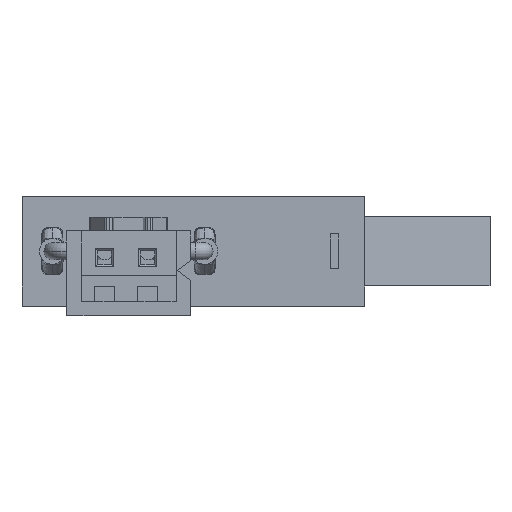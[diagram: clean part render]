
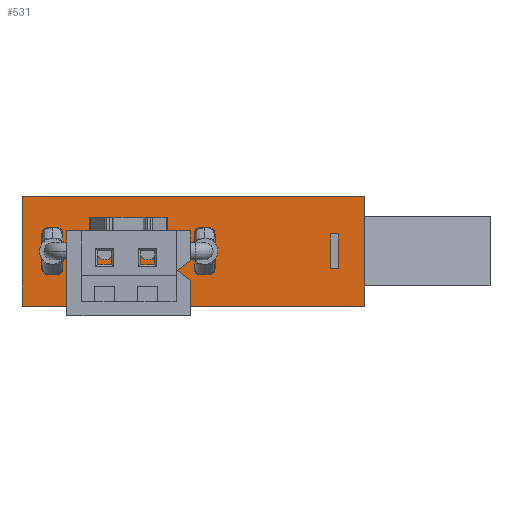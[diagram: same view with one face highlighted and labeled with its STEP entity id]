
A CAD part, front view. The second image highlights one B-rep face of the part: STEP entity #531.
In plain terms, the highlighted planar face has unit normal (0, -1, 0).
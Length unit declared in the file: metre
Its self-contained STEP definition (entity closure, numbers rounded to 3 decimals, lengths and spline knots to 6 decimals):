
#531=ADVANCED_FACE('0:1306',(#1146,#1147,#1148,#1149),#1150,.F.);
#1146=FACE_BOUND('',#3192,.T.);
#1147=FACE_OUTER_BOUND('',#3193,.T.);
#1148=FACE_BOUND('',#3194,.T.);
#1149=FACE_BOUND('',#3195,.T.);
#1150=PLANE('',#3196);
#3192=EDGE_LOOP('',(#6286,#6287,#6288,#6289));
#3193=EDGE_LOOP('',(#6290,#6291,#6292,#6293));
#3194=EDGE_LOOP('',(#6294,#6295,#6296,#6297));
#3195=EDGE_LOOP('',(#6298,#6299,#6300,#6301));
#3196=AXIS2_PLACEMENT_3D('',#6302,#6303,#6304);
#6286=ORIENTED_EDGE('',*,*,#7705,.F.);
#6287=ORIENTED_EDGE('',*,*,#7852,.F.);
#6288=ORIENTED_EDGE('',*,*,#7552,.F.);
#6289=ORIENTED_EDGE('',*,*,#8019,.F.);
#6290=ORIENTED_EDGE('',*,*,#7799,.T.);
#6291=ORIENTED_EDGE('',*,*,#7463,.F.);
#6292=ORIENTED_EDGE('',*,*,#8020,.F.);
#6293=ORIENTED_EDGE('',*,*,#8021,.T.);
#6294=ORIENTED_EDGE('',*,*,#8022,.F.);
#6295=ORIENTED_EDGE('',*,*,#8023,.F.);
#6296=ORIENTED_EDGE('',*,*,#8024,.F.);
#6297=ORIENTED_EDGE('',*,*,#7607,.F.);
#6298=ORIENTED_EDGE('',*,*,#8025,.F.);
#6299=ORIENTED_EDGE('',*,*,#7713,.F.);
#6300=ORIENTED_EDGE('',*,*,#8026,.F.);
#6301=ORIENTED_EDGE('',*,*,#7786,.F.);
#6302=CARTESIAN_POINT('',(0.0,0.0,0.003175));
#6303=DIRECTION('',(0.0,1.0,0.0));
#6304=DIRECTION('',(0.0,-0.0,1.0));
#7463=EDGE_CURVE('',#8319,#8314,#8321,.T.);
#7552=EDGE_CURVE('',#8474,#8475,#8476,.T.);
#7607=EDGE_CURVE('',#8570,#8571,#8572,.T.);
#7705=EDGE_CURVE('',#8739,#8740,#8741,.T.);
#7713=EDGE_CURVE('',#8751,#8752,#8753,.T.);
#7786=EDGE_CURVE('',#8867,#8868,#8869,.T.);
#7799=EDGE_CURVE('',#8890,#8314,#8891,.T.);
#7852=EDGE_CURVE('',#8475,#8739,#8975,.T.);
#8019=EDGE_CURVE('',#8740,#8474,#9220,.T.);
#8020=EDGE_CURVE('',#9221,#8319,#9222,.T.);
#8021=EDGE_CURVE('',#9221,#8890,#9223,.T.);
#8022=EDGE_CURVE('',#9224,#8570,#9225,.T.);
#8023=EDGE_CURVE('',#9226,#9224,#9227,.T.);
#8024=EDGE_CURVE('',#8571,#9226,#9228,.T.);
#8025=EDGE_CURVE('',#8752,#8867,#9229,.T.);
#8026=EDGE_CURVE('',#8868,#8751,#9230,.T.);
#8314=VERTEX_POINT('',#9627);
#8319=VERTEX_POINT('',#9634);
#8321=LINE('',#9637,#9638);
#8474=VERTEX_POINT('',#10078);
#8475=VERTEX_POINT('',#10079);
#8476=LINE('',#10080,#10081);
#8570=VERTEX_POINT('',#10259);
#8571=VERTEX_POINT('',#10260);
#8572=LINE('',#10261,#10262);
#8739=VERTEX_POINT('',#10662);
#8740=VERTEX_POINT('',#10663);
#8741=LINE('',#10664,#10665);
#8751=VERTEX_POINT('',#10680);
#8752=VERTEX_POINT('',#10681);
#8753=LINE('',#10682,#10683);
#8867=VERTEX_POINT('',#10902);
#8868=VERTEX_POINT('',#10903);
#8869=LINE('',#10904,#10905);
#8890=VERTEX_POINT('',#10932);
#8891=LINE('',#10933,#10934);
#8975=LINE('',#11263,#11264);
#9220=LINE('',#11976,#11977);
#9221=VERTEX_POINT('',#11978);
#9222=LINE('',#11979,#11980);
#9223=LINE('',#11981,#11982);
#9224=VERTEX_POINT('',#11983);
#9225=LINE('',#11984,#11985);
#9226=VERTEX_POINT('',#11986);
#9227=LINE('',#11987,#11988);
#9228=LINE('',#11989,#11990);
#9229=LINE('',#11991,#11992);
#9230=LINE('',#11993,#11994);
#9627=CARTESIAN_POINT('',(0.019812,0.0,-0.003175));
#9634=CARTESIAN_POINT('',(0.019812,0.0,0.003175));
#9637=CARTESIAN_POINT('',(0.019812,0.0,0.003175));
#9638=VECTOR('',#12854,1.0);
#10078=CARTESIAN_POINT('',(0.010806,0.0,-0.001));
#10079=CARTESIAN_POINT('',(0.010806,0.0,0.001));
#10080=CARTESIAN_POINT('',(0.010806,0.0,0.001));
#10081=VECTOR('',#12935,1.0);
#10259=CARTESIAN_POINT('',(0.001506,0.0,-0.001));
#10260=CARTESIAN_POINT('',(0.002006,0.0,-0.001));
#10261=CARTESIAN_POINT('',(0.001506,0.0,-0.001));
#10262=VECTOR('',#12980,1.0);
#10662=CARTESIAN_POINT('',(0.010306,0.0,0.001));
#10663=CARTESIAN_POINT('',(0.010306,0.0,-0.001));
#10664=CARTESIAN_POINT('',(0.010306,0.0,0.001));
#10665=VECTOR('',#13070,1.0);
#10680=CARTESIAN_POINT('',(0.018306,0.0,0.001));
#10681=CARTESIAN_POINT('',(0.017806,0.0,0.001));
#10682=CARTESIAN_POINT('',(0.017806,0.0,0.001));
#10683=VECTOR('',#13076,1.0);
#10902=CARTESIAN_POINT('',(0.017806,0.0,-0.001));
#10903=CARTESIAN_POINT('',(0.018306,0.0,-0.001));
#10904=CARTESIAN_POINT('',(0.017806,0.0,-0.001));
#10905=VECTOR('',#13141,1.0);
#10932=CARTESIAN_POINT('',(0.0,0.0,-0.003175));
#10933=CARTESIAN_POINT('',(0.0,0.0,-0.003175));
#10934=VECTOR('',#13160,1.0);
#11263=CARTESIAN_POINT('',(0.010306,0.0,0.001));
#11264=VECTOR('',#13205,1.0);
#11976=CARTESIAN_POINT('',(0.010306,0.0,-0.001));
#11977=VECTOR('',#13355,1.0);
#11978=CARTESIAN_POINT('',(0.0,0.0,0.003175));
#11979=CARTESIAN_POINT('',(0.0,0.0,0.003175));
#11980=VECTOR('',#13356,1.0);
#11981=CARTESIAN_POINT('',(0.0,0.0,0.003175));
#11982=VECTOR('',#13357,1.0);
#11983=CARTESIAN_POINT('',(0.001506,0.0,0.001));
#11984=CARTESIAN_POINT('',(0.001506,0.0,0.001));
#11985=VECTOR('',#13358,1.0);
#11986=CARTESIAN_POINT('',(0.002006,0.0,0.001));
#11987=CARTESIAN_POINT('',(0.001506,0.0,0.001));
#11988=VECTOR('',#13359,1.0);
#11989=CARTESIAN_POINT('',(0.002006,0.0,0.001));
#11990=VECTOR('',#13360,1.0);
#11991=CARTESIAN_POINT('',(0.017806,0.0,0.001));
#11992=VECTOR('',#13361,1.0);
#11993=CARTESIAN_POINT('',(0.018306,0.0,0.001));
#11994=VECTOR('',#13362,1.0);
#12854=DIRECTION('',(-0.0,-0.0,-1.0));
#12935=DIRECTION('',(-0.0,-0.0,1.0));
#12980=DIRECTION('',(1.0,0.0,0.0));
#13070=DIRECTION('',(0.0,0.0,-1.0));
#13076=DIRECTION('',(-1.0,-0.0,-0.0));
#13141=DIRECTION('',(1.0,0.0,0.0));
#13160=DIRECTION('',(1.0,0.0,0.0));
#13205=DIRECTION('',(-1.0,-0.0,-0.0));
#13355=DIRECTION('',(1.0,0.0,0.0));
#13356=DIRECTION('',(1.0,0.0,0.0));
#13357=DIRECTION('',(-0.0,-0.0,-1.0));
#13358=DIRECTION('',(0.0,0.0,-1.0));
#13359=DIRECTION('',(-1.0,-0.0,-0.0));
#13360=DIRECTION('',(0.,-0.0,1.0));
#13361=DIRECTION('',(0.0,0.0,-1.0));
#13362=DIRECTION('',(-0.0,-0.0,1.0));
